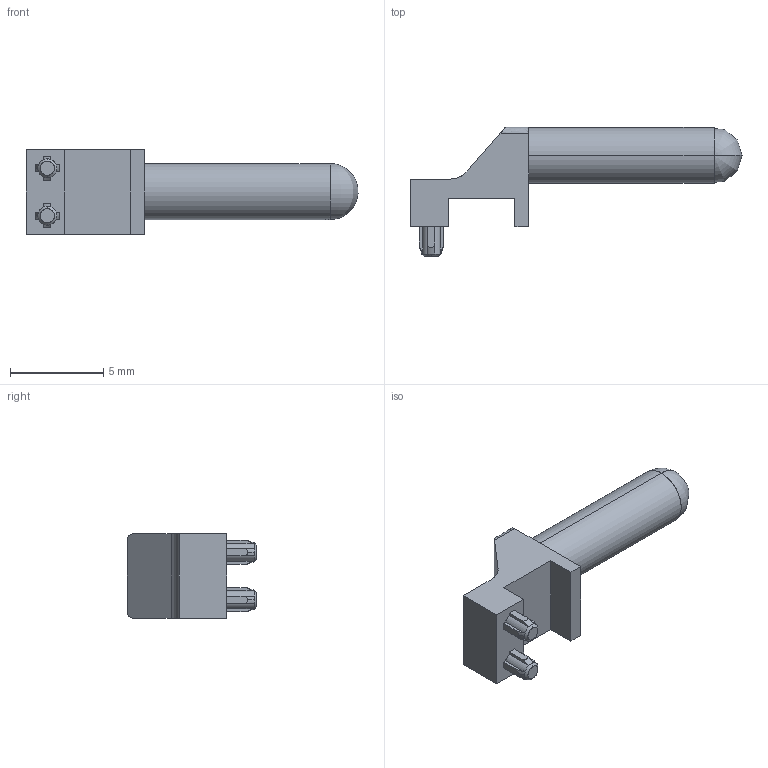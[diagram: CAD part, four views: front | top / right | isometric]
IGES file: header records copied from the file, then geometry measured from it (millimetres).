
Start section: SolidWorks IGES file using analytic representation for surfaces
Global section: file name: SLP3-150-450-R.IGS; native system: SolidWorks 2012; preprocessor: SolidWorks 2012; author: awright; date: 121127.160134; units: inch
Bounding box: 17.78 x 6.91 x 4.52 mm (x, y, z)
Surface area: 288 mm2 (no closed solid volume)
Topology: 0 solids, 0 shells, 67 faces, 445 edges, 440 vertices
Faces by surface type: bspline 38, revolution 29
